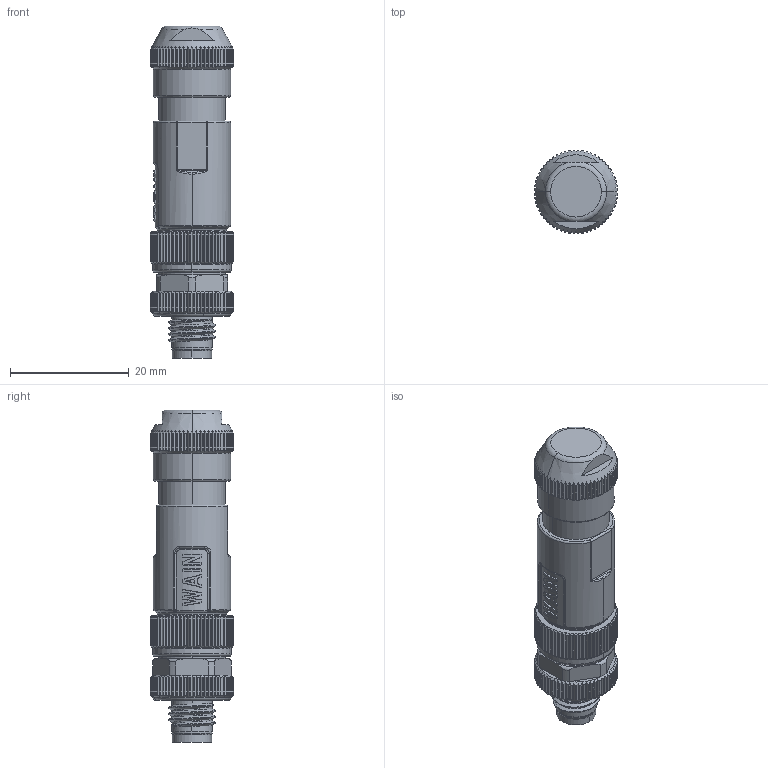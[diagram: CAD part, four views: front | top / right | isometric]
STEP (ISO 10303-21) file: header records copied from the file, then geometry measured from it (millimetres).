
FILE_DESCRIPTION((''),'2;1');
FILE_NAME('M8-M03-T-D5_5-SH_ASM__SW0003','2020-12-16T',('tc.chen'),(''),'PRO/ENGINEER BY PARAMETRIC TECHNOLOGY CORPORATION, 2012480','PRO/ENGINEER BY PARAMETRIC TECHNOLOGY CORPORATION, 2012480','');
FILE_SCHEMA(('AUTOMOTIVE_DESIGN { 1 0 10303 214 1 1 1 1 }'));
Length unit declared in the file: millimetre
Products named in the file (1): M8-M03-T-D5_5-SH_ASM__SW0003
Bounding box: 13.99 x 13.99 x 55.9 mm (x, y, z)
Volume: 6509.5 mm3; surface area: 2965.8 mm2
Topology: 1 solids, 1 shells, 825 faces, 2348 edges, 1537 vertices
Faces by surface type: plane 416, cylinder 250, cone 76, bspline 49, torus 24, sphere 8, extrusion 2
Entity records: 47595 total; most frequent: CARTESIAN_POINT 13362, ORIENTED_EDGE 4680, DIRECTION 3499, PRESENTATION_STYLE_ASSIGNMENT 3168, STYLED_ITEM 2361, CURVE_STYLE 2342, EDGE_CURVE 2340, VERTEX_POINT 1537
